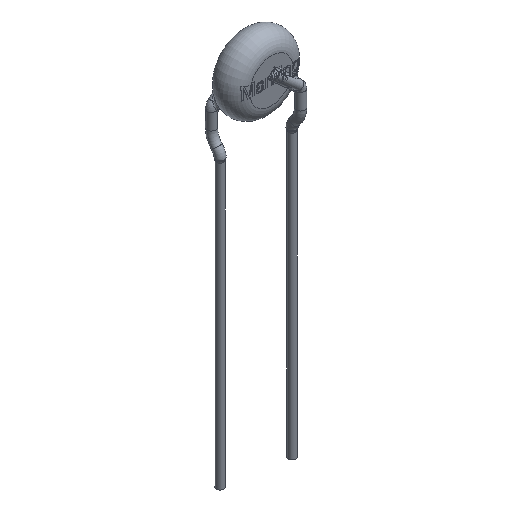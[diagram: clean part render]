
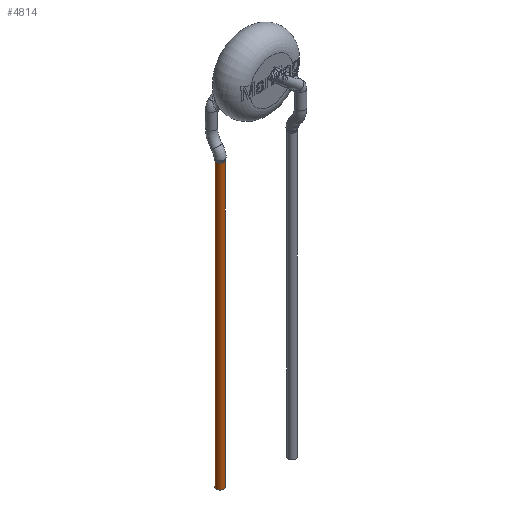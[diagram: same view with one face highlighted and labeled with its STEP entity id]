
A CAD part, isometric view. The second image highlights one B-rep face of the part: STEP entity #4814.
In plain terms, the highlighted cylindrical face has radius 0.3 mm (diameter 0.6 mm), a full revolution.
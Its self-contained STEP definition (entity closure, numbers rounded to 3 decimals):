
#58=CIRCLE('',#5012,0.3);
#59=CIRCLE('',#5013,0.3);
#123=CYLINDRICAL_SURFACE('',#5011,0.3);
#1059=ORIENTED_EDGE('',*,*,#1931,.T.);
#1060=ORIENTED_EDGE('',*,*,#1932,.T.);
#1931=EDGE_CURVE('',#2409,#2409,#58,.F.);
#1932=EDGE_CURVE('',#2410,#2410,#59,.T.);
#2409=VERTEX_POINT('',#10036);
#2410=VERTEX_POINT('',#10038);
#2963=EDGE_LOOP('',(#1059));
#2964=EDGE_LOOP('',(#1060));
#3175=FACE_BOUND('',#2963,.T.);
#3176=FACE_BOUND('',#2964,.T.);
#4814=ADVANCED_FACE('',(#3175,#3176),#123,.T.);
#5011=AXIS2_PLACEMENT_3D('',#10034,#5301,#5302);
#5012=AXIS2_PLACEMENT_3D('',#10035,#5303,#5304);
#5013=AXIS2_PLACEMENT_3D('',#10037,#5305,#5306);
#5301=DIRECTION('',(0.,0.,1.));
#5302=DIRECTION('',(1.,0.,0.));
#5303=DIRECTION('',(0.,0.,1.));
#5304=DIRECTION('',(1.,0.,0.));
#5305=DIRECTION('',(0.,0.,1.));
#5306=DIRECTION('',(0.,1.,0.));
#10034=CARTESIAN_POINT('',(-2.5,0.4,-28.));
#10035=CARTESIAN_POINT('',(-2.5,0.4,-5.132));
#10036=CARTESIAN_POINT('',(-2.2,0.4,-5.132));
#10037=CARTESIAN_POINT('',(-2.5,0.4,-28.));
#10038=CARTESIAN_POINT('',(-2.5,0.7,-28.));
